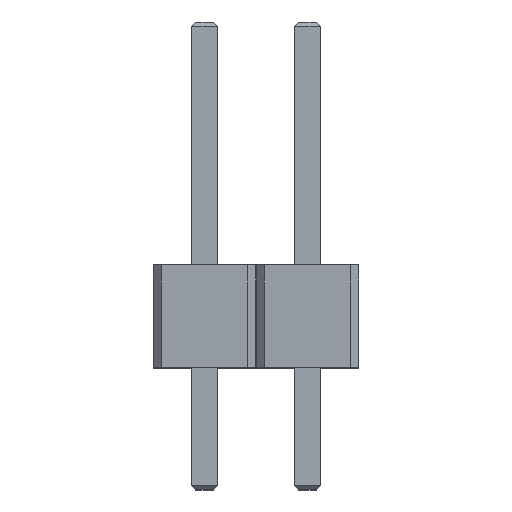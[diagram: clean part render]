
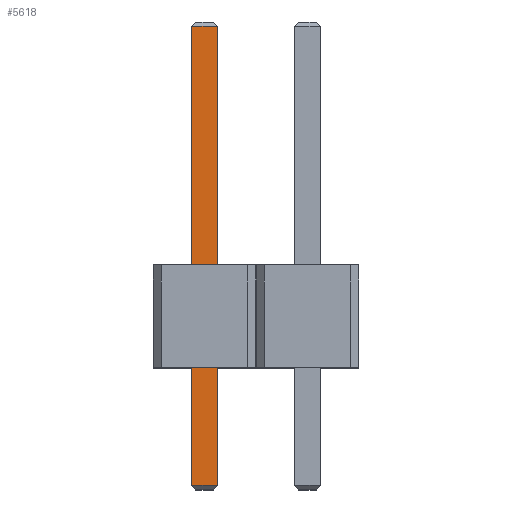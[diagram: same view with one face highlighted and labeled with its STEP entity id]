
A CAD part, top view. The second image highlights one B-rep face of the part: STEP entity #5618.
In plain terms, the highlighted planar face has unit normal (0, 0, 1).
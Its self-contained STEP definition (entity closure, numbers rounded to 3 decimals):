
#223 = CARTESIAN_POINT ( 'NONE',  ( 0.95, -3., 9.21 ) ) ;
#526 = VERTEX_POINT ( 'NONE', #6912 ) ;
#968 = LINE ( 'NONE', #7004, #7282 ) ;
#1521 = DIRECTION ( 'NONE',  ( -1., 0., 0. ) ) ;
#2364 = VECTOR ( 'NONE', #7781, 1000. ) ;
#2429 = CARTESIAN_POINT ( 'NONE',  ( 0.95, -3., 9.21 ) ) ;
#2463 = LINE ( 'NONE', #4133, #2364 ) ;
#2561 = EDGE_CURVE ( 'NONE', #4887, #7658, #2748, .T. ) ;
#2664 = EDGE_CURVE ( 'NONE', #526, #3458, #2463, .T. ) ;
#2748 = LINE ( 'NONE', #5182, #7920 ) ;
#3252 = FACE_OUTER_BOUND ( 'NONE', #6888, .T. ) ;
#3348 = DIRECTION ( 'NONE',  ( 0., -1., 0. ) ) ;
#3458 = VERTEX_POINT ( 'NONE', #4334 ) ;
#3626 = ORIENTED_EDGE ( 'NONE', *, *, #2561, .T. ) ;
#3654 = DIRECTION ( 'NONE',  ( 1., 0., 0. ) ) ;
#4133 = CARTESIAN_POINT ( 'NONE',  ( 0.95, -2.9, 9.21 ) ) ;
#4241 = PLANE ( 'NONE',  #7648 ) ;
#4334 = CARTESIAN_POINT ( 'NONE',  ( 1.59, -2.9, 9.21 ) ) ;
#4456 = LINE ( 'NONE', #223, #5625 ) ;
#4467 = ORIENTED_EDGE ( 'NONE', *, *, #2664, .T. ) ;
#4503 = DIRECTION ( 'NONE',  ( 0., 1., 0. ) ) ;
#4734 = CARTESIAN_POINT ( 'NONE',  ( 0.95, 8.44, 9.21 ) ) ;
#4887 = VERTEX_POINT ( 'NONE', #6416 ) ;
#4897 = ORIENTED_EDGE ( 'NONE', *, *, #5861, .F. ) ;
#5182 = CARTESIAN_POINT ( 'NONE',  ( 0.95, 8.44, 9.21 ) ) ;
#5618 = ADVANCED_FACE ( 'NONE', ( #3252 ), #4241, .T. ) ;
#5625 = VECTOR ( 'NONE', #4503, 1000. ) ;
#5861 = EDGE_CURVE ( 'NONE', #4887, #3458, #968, .T. ) ;
#6416 = CARTESIAN_POINT ( 'NONE',  ( 1.59, 8.44, 9.21 ) ) ;
#6451 = ORIENTED_EDGE ( 'NONE', *, *, #6994, .F. ) ;
#6706 = DIRECTION ( 'NONE',  ( 0., 0., 1. ) ) ;
#6888 = EDGE_LOOP ( 'NONE', ( #4897, #3626, #6451, #4467 ) ) ;
#6912 = CARTESIAN_POINT ( 'NONE',  ( 0.95, -2.9, 9.21 ) ) ;
#6994 = EDGE_CURVE ( 'NONE', #526, #7658, #4456, .T. ) ;
#7004 = CARTESIAN_POINT ( 'NONE',  ( 1.59, -3., 9.21 ) ) ;
#7282 = VECTOR ( 'NONE', #3348, 1000. ) ;
#7648 = AXIS2_PLACEMENT_3D ( 'NONE', #2429, #6706, #3654 ) ;
#7658 = VERTEX_POINT ( 'NONE', #4734 ) ;
#7781 = DIRECTION ( 'NONE',  ( 1., 0., 0. ) ) ;
#7920 = VECTOR ( 'NONE', #1521, 1000. ) ;
